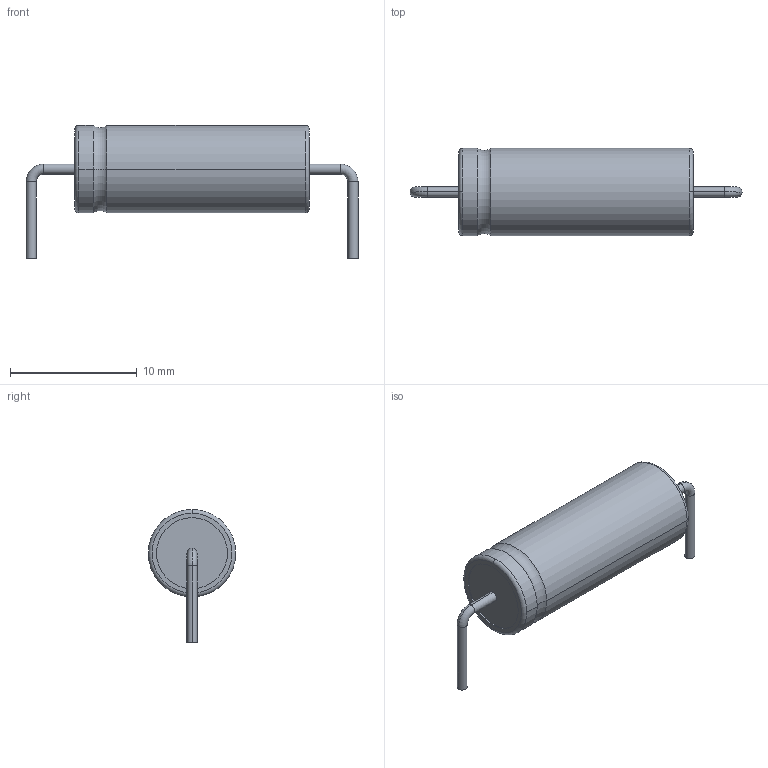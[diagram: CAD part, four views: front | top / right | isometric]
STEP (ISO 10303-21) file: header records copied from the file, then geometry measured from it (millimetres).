
FILE_DESCRIPTION((''),'2;1');
FILE_NAME('CAPPA2540-1850X690.stp','2011-09-15T10:40:41',(''),(''),'Mechanical Desktop 2011','Mechanical Desktop 2011',', , ');
FILE_SCHEMA(('AUTOMOTIVE_DESIGN { 1 2 10303 214 1 1 1 1 }'));
Length unit declared in the file: millimetre
Products named in the file (1): Product
Bounding box: 26.2 x 6.9 x 10.5 mm (x, y, z)
Volume: 693.5 mm3; surface area: 632.7 mm2
Topology: 5 solids, 5 shells, 42 faces, 80 edges, 50 vertices
Faces by surface type: cylinder 16, torus 10, plane 9, bspline 7
Entity records: 1191 total; most frequent: CARTESIAN_POINT 250, DIRECTION 212, ORIENTED_EDGE 160, AXIS2_PLACEMENT_3D 96, EDGE_CURVE 80, CIRCLE 60, VERTEX_POINT 50, EDGE_LOOP 44
